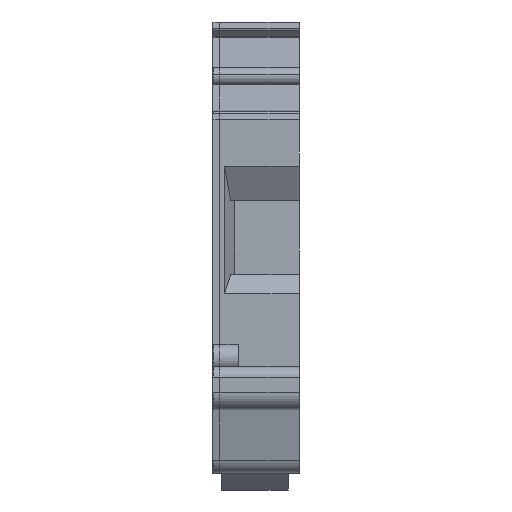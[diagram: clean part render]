
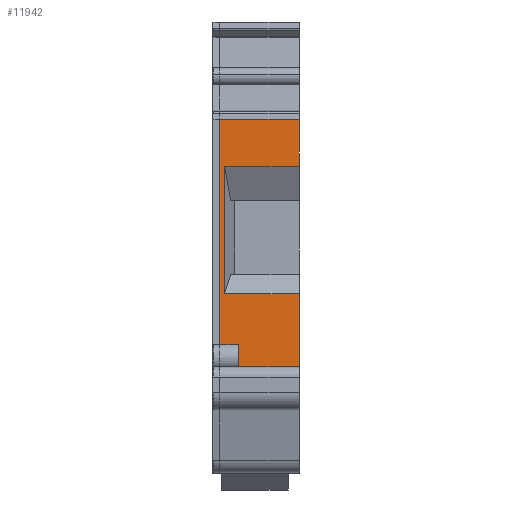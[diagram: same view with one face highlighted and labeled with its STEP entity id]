
A CAD part, front view. The second image highlights one B-rep face of the part: STEP entity #11942.
In plain terms, the highlighted planar face has unit normal (0, -1, 0).
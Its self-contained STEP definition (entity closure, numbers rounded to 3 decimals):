
#5792=AXIS2_PLACEMENT_3D('Plane Axis2P3D',#5789,#5790,#5791) ;
#5789=CARTESIAN_POINT('Axis2P3D Location',(0.,3.,21.6)) ;
#8045=CARTESIAN_POINT('Vertex',(5.04,3.,21.6)) ;
#8048=CARTESIAN_POINT('Line Origine',(5.04,3.,20.232)) ;
#8052=CARTESIAN_POINT('Vertex',(5.04,3.,18.864)) ;
#8087=CARTESIAN_POINT('Vertex',(5.04,3.,11.422)) ;
#8090=CARTESIAN_POINT('Line Origine',(5.04,3.,8.797)) ;
#8094=CARTESIAN_POINT('Vertex',(5.04,3.,6.172)) ;
#9354=CARTESIAN_POINT('Line Origine',(2.865,3.,18.864)) ;
#9358=CARTESIAN_POINT('Vertex',(0.69,3.,18.864)) ;
#9440=CARTESIAN_POINT('Line Origine',(2.865,3.,11.422)) ;
#9444=CARTESIAN_POINT('Vertex',(0.69,3.,11.422)) ;
#9848=CARTESIAN_POINT('Line Origine',(1.5,3.,7.672)) ;
#9852=CARTESIAN_POINT('Vertex',(1.5,3.,6.872)) ;
#9854=CARTESIAN_POINT('Vertex',(1.5,3.,8.472)) ;
#9872=CARTESIAN_POINT('Line Origine',(0.69,3.,15.143)) ;
#11875=CARTESIAN_POINT('Vertex',(0.4,3.,21.6)) ;
#11880=CARTESIAN_POINT('Line Origine',(2.72,3.,21.6)) ;
#11897=CARTESIAN_POINT('Line Origine',(0.4,3.,6.522)) ;
#11901=CARTESIAN_POINT('Vertex',(0.4,3.,6.872)) ;
#11903=CARTESIAN_POINT('Vertex',(0.4,3.,6.172)) ;
#11906=CARTESIAN_POINT('Line Origine',(2.72,3.,6.172)) ;
#11911=CARTESIAN_POINT('Line Origine',(0.4,3.,15.036)) ;
#11915=CARTESIAN_POINT('Vertex',(0.4,3.,8.472)) ;
#11918=CARTESIAN_POINT('Line Origine',(0.95,3.,8.472)) ;
#11923=CARTESIAN_POINT('Line Origine',(0.95,3.,6.872)) ;
#5790=DIRECTION('Axis2P3D Direction',(0.,-1.,0.)) ;
#5791=DIRECTION('Axis2P3D XDirection',(0.,0.,-1.)) ;
#8049=DIRECTION('Vector Direction',(0.,0.,-1.)) ;
#8091=DIRECTION('Vector Direction',(0.,0.,-1.)) ;
#9355=DIRECTION('Vector Direction',(1.,0.,0.)) ;
#9441=DIRECTION('Vector Direction',(1.,0.,0.)) ;
#9849=DIRECTION('Vector Direction',(0.,0.,-1.)) ;
#9873=DIRECTION('Vector Direction',(0.,0.,1.)) ;
#11881=DIRECTION('Vector Direction',(-1.,0.,0.)) ;
#11898=DIRECTION('Vector Direction',(0.,0.,-1.)) ;
#11907=DIRECTION('Vector Direction',(1.,0.,0.)) ;
#11912=DIRECTION('Vector Direction',(0.,0.,-1.)) ;
#11919=DIRECTION('Vector Direction',(1.,0.,0.)) ;
#11924=DIRECTION('Vector Direction',(1.,0.,0.)) ;
#8050=VECTOR('Line Direction',#8049,1.) ;
#8092=VECTOR('Line Direction',#8091,1.) ;
#9356=VECTOR('Line Direction',#9355,1.) ;
#9442=VECTOR('Line Direction',#9441,1.) ;
#9850=VECTOR('Line Direction',#9849,1.) ;
#9874=VECTOR('Line Direction',#9873,1.) ;
#11882=VECTOR('Line Direction',#11881,1.) ;
#11899=VECTOR('Line Direction',#11898,1.) ;
#11908=VECTOR('Line Direction',#11907,1.) ;
#11913=VECTOR('Line Direction',#11912,1.) ;
#11920=VECTOR('Line Direction',#11919,1.) ;
#11925=VECTOR('Line Direction',#11924,1.) ;
#11929=ORIENTED_EDGE('',*,*,#11905,.T.) ;
#11930=ORIENTED_EDGE('',*,*,#11910,.T.) ;
#11931=ORIENTED_EDGE('',*,*,#8096,.F.) ;
#11932=ORIENTED_EDGE('',*,*,#9446,.F.) ;
#11933=ORIENTED_EDGE('',*,*,#9876,.T.) ;
#11934=ORIENTED_EDGE('',*,*,#9360,.T.) ;
#11935=ORIENTED_EDGE('',*,*,#8054,.F.) ;
#11936=ORIENTED_EDGE('',*,*,#11884,.T.) ;
#11937=ORIENTED_EDGE('',*,*,#11917,.T.) ;
#11938=ORIENTED_EDGE('',*,*,#11922,.T.) ;
#11939=ORIENTED_EDGE('',*,*,#9856,.F.) ;
#11940=ORIENTED_EDGE('',*,*,#11927,.F.) ;
#11942=ADVANCED_FACE('KLTR AKE2.5.1',(#11941),#5793,.T.) ;
#8054=EDGE_CURVE('',#8046,#8053,#8051,.T.) ;
#8096=EDGE_CURVE('',#8088,#8095,#8093,.T.) ;
#9360=EDGE_CURVE('',#9359,#8053,#9357,.T.) ;
#9446=EDGE_CURVE('',#9445,#8088,#9443,.T.) ;
#9856=EDGE_CURVE('',#9853,#9855,#9851,.F.) ;
#9876=EDGE_CURVE('',#9445,#9359,#9875,.T.) ;
#11884=EDGE_CURVE('',#8046,#11876,#11883,.T.) ;
#11905=EDGE_CURVE('',#11902,#11904,#11900,.T.) ;
#11910=EDGE_CURVE('',#11904,#8095,#11909,.T.) ;
#11917=EDGE_CURVE('',#11876,#11916,#11914,.T.) ;
#11922=EDGE_CURVE('',#11916,#9855,#11921,.T.) ;
#11927=EDGE_CURVE('',#11902,#9853,#11926,.T.) ;
#11928=EDGE_LOOP('',(#11929,#11930,#11931,#11932,#11933,#11934,#11935,#11936,#11937,#11938,#11939,#11940)) ;
#11941=FACE_OUTER_BOUND('',#11928,.T.) ;
#8051=LINE('Line',#8048,#8050) ;
#8093=LINE('Line',#8090,#8092) ;
#9357=LINE('Line',#9354,#9356) ;
#9443=LINE('Line',#9440,#9442) ;
#9851=LINE('Line',#9848,#9850) ;
#9875=LINE('Line',#9872,#9874) ;
#11883=LINE('Line',#11880,#11882) ;
#11900=LINE('Line',#11897,#11899) ;
#11909=LINE('Line',#11906,#11908) ;
#11914=LINE('Line',#11911,#11913) ;
#11921=LINE('Line',#11918,#11920) ;
#11926=LINE('Line',#11923,#11925) ;
#5793=PLANE('',#5792) ;
#8046=VERTEX_POINT('',#8045) ;
#8053=VERTEX_POINT('',#8052) ;
#8088=VERTEX_POINT('',#8087) ;
#8095=VERTEX_POINT('',#8094) ;
#9359=VERTEX_POINT('',#9358) ;
#9445=VERTEX_POINT('',#9444) ;
#9853=VERTEX_POINT('',#9852) ;
#9855=VERTEX_POINT('',#9854) ;
#11876=VERTEX_POINT('',#11875) ;
#11902=VERTEX_POINT('',#11901) ;
#11904=VERTEX_POINT('',#11903) ;
#11916=VERTEX_POINT('',#11915) ;
